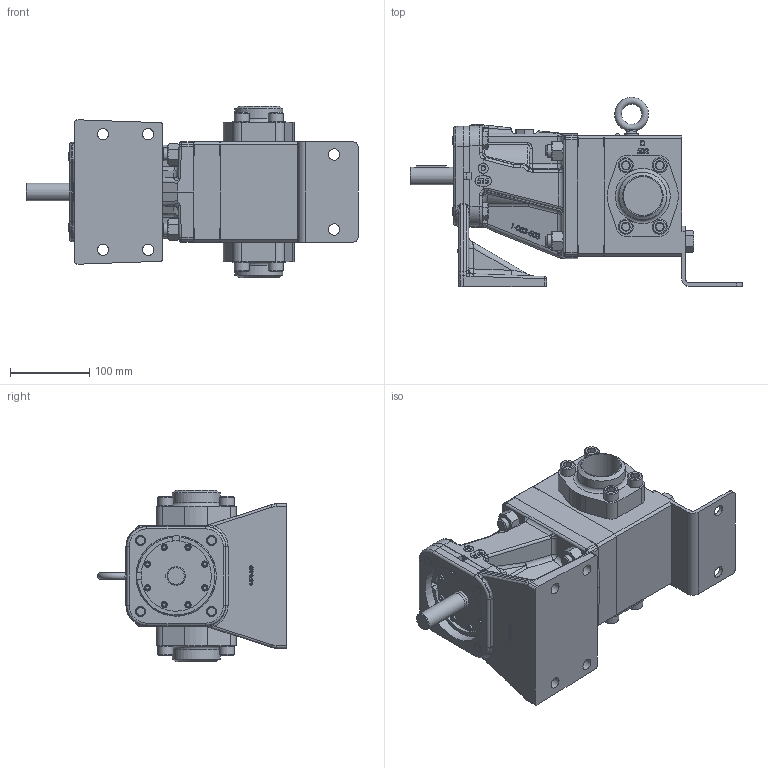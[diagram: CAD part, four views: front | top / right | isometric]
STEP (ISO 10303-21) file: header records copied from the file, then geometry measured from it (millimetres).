
FILE_DESCRIPTION (( 'STEP AP214' ), '1' );
FILE_NAME ('GPV-1013-014-U.STEP', '2016-09-27T18:41:45', ( '' ), ( '' ), 'SwSTEP 2.0', 'SolidWorks 2015', '' );
FILE_SCHEMA (( 'AUTOMOTIVE_DESIGN' ));
Length unit declared in the file: inch
Products named in the file (1): GPV-1013-014-U
Bounding box: 419.89 x 239.26 x 216.92 mm (x, y, z)
Volume: 5369646.2 mm3; surface area: 460942.3 mm2
Topology: 18 solids, 18 shells, 2384 faces, 5810 edges, 3690 vertices
Faces by surface type: plane 1436, bspline 374, cylinder 301, cone 229, sphere 30, torus 14
Full cylindrical faces by diameter (mm): 7.925 x8, 10.716 x12, 12.7 x14, 13.487 x8, 14.275 x6, 14.287 x4, 15.681 x4, 16.637 x1, 19.05 x8, 22.212 x1, 23.647 x1, 25.4 x1, 29.972 x1, 38.1 x1, 49.301 x2, 50.8 x2, 55.372 x2, 57.15 x2, 60.325 x2, 63.246 x2, 63.546 x2, 101.689 x1
Entity records: 167668 total; most frequent: CARTESIAN_POINT 84862, ORIENTED_EDGE 11004, DIRECTION 9208, EDGE_CURVE 5502, VERTEX_POINT 3620, VECTOR 3616, LINE 3616, EDGE_LOOP 2904
